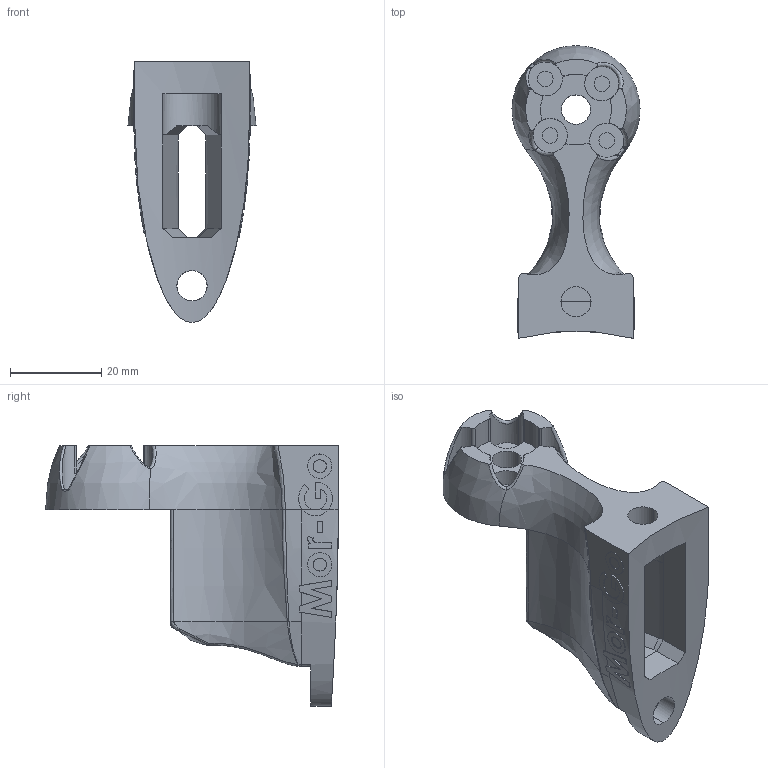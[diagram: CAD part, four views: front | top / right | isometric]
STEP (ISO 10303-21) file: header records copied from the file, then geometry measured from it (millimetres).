
FILE_DESCRIPTION (( 'STEP AP203' ), '1' );
FILE_NAME ('Mor-Go-Pylon.STEP', '2017-02-12T05:00:13', ( '' ), ( '' ), 'SwSTEP 2.0', 'SolidWorks 2014', '' );
FILE_SCHEMA (( 'CONFIG_CONTROL_DESIGN' ));
Length unit declared in the file: millimetre
Products named in the file (2): Mor-Go-Pylon
Bounding box: 27.99 x 64 x 57 mm (x, y, z)
Volume: 20879.1 mm3; surface area: 11154.3 mm2
Topology: 1 solids, 1 shells, 290 faces, 804 edges, 524 vertices
Faces by surface type: bspline 152, plane 90, cylinder 48
Entity records: 20463 total; most frequent: CARTESIAN_POINT 14148, ORIENTED_EDGE 1596, EDGE_CURVE 798, DIRECTION 771, VERTEX_POINT 524, B_SPLINE_CURVE_WITH_KNOTS 409, EDGE_LOOP 312, ADVANCED_FACE 290
